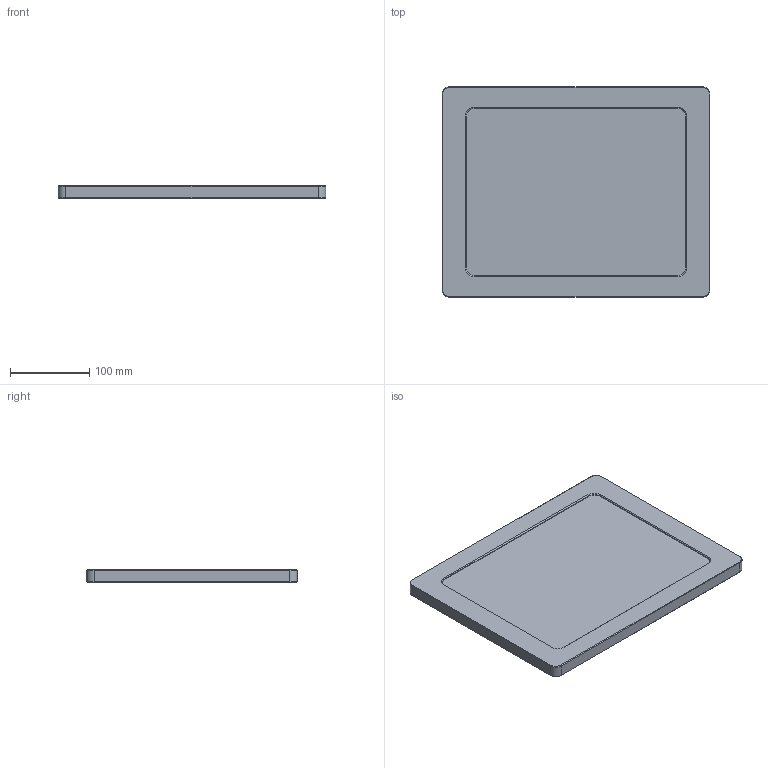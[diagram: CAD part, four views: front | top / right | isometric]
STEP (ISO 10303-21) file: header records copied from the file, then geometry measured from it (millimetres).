
FILE_DESCRIPTION(/* description */ (''),/* implementation_level */ '2;1');
FILE_NAME(/* name */ 'vb_vesa_ipro4g129_rce.stp',/* time_stamp */ '2020-10-07T10:40:35-04:00',/* author */ ('NickC'),/* organization */ (''),/* preprocessor_version */ 'ST-DEVELOPER v17',/* originating_system */ 'Autodesk Inventor 2019',/* authorisation */ '');
FILE_SCHEMA (('AUTOMOTIVE_DESIGN { 1 0 10303 214 3 1 1 }'));
Length unit declared in the file: inch
Products named in the file (1): Part50
Bounding box: 337.86 x 265.84 x 15.99 mm (x, y, z)
Volume: 1291048.9 mm3; surface area: 204830.6 mm2
Topology: 1 solids, 10 shells, 843 faces, 2153 edges, 1413 vertices
Faces by surface type: plane 548, cylinder 128, cone 118, bspline 49
Full cylindrical faces by diameter (mm): 2.438 x47, 3.251 x4, 3.306 x9, 4.978 x9, 22.225 x1, 25.4 x1, 38.1 x1
Entity records: 29439 total; most frequent: CARTESIAN_POINT 8748, ORIENTED_EDGE 4306, DIRECTION 3861, EDGE_CURVE 2153, LINE 1425, VECTOR 1425, VERTEX_POINT 1413, AXIS2_PLACEMENT_3D 1218
